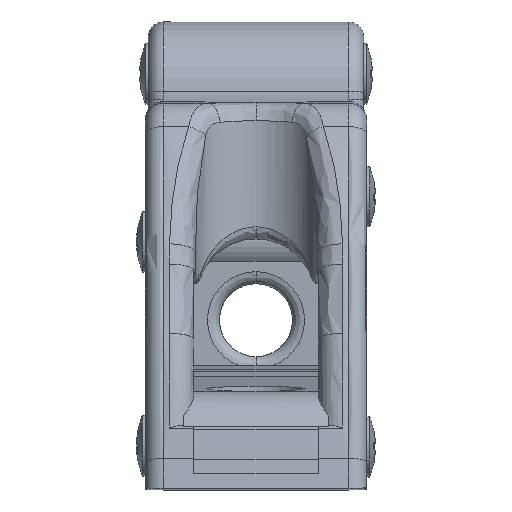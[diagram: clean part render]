
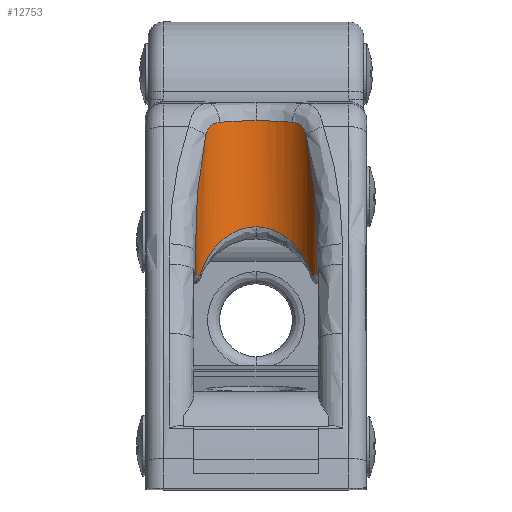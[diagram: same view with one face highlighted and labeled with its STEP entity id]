
A CAD part, top view. The second image highlights one B-rep face of the part: STEP entity #12753.
In plain terms, the highlighted cylindrical face has radius 10 mm (diameter 20 mm), a partial arc.
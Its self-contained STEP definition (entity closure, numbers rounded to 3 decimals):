
#882=B_SPLINE_CURVE_WITH_KNOTS('',3,(#27170,#27171,#27172,#27173),
 .UNSPECIFIED.,.F.,.F.,(4,4),(3.021,3.86),
 .UNSPECIFIED.);
#899=B_SPLINE_CURVE_WITH_KNOTS('',3,(#27488,#27489,#27490,#27491,#27492,
#27493,#27494),.UNSPECIFIED.,.F.,.F.,(4,1,1,1,4),(0.,
0.232,0.695,1.159,1.622),
 .UNSPECIFIED.);
#901=B_SPLINE_CURVE_WITH_KNOTS('',3,(#27538,#27539,#27540,#27541,#27542),
 .UNSPECIFIED.,.F.,.F.,(4,1,4),(1.622,1.671,1.719),
 .UNSPECIFIED.);
#903=B_SPLINE_CURVE_WITH_KNOTS('',3,(#27580,#27581,#27582,#27583,#27584),
 .UNSPECIFIED.,.F.,.F.,(4,1,4),(1.719,2.106,2.115),
 .UNSPECIFIED.);
#910=B_SPLINE_CURVE_WITH_KNOTS('',3,(#27766,#27767,#27768,#27769,#27770),
 .UNSPECIFIED.,.F.,.F.,(4,1,4),(0.397,1.6,2.502),
 .UNSPECIFIED.);
#912=B_SPLINE_CURVE_WITH_KNOTS('',3,(#27806,#27807,#27808,#27809,#27810),
 .UNSPECIFIED.,.F.,.F.,(4,1,4),(2.502,2.724,3.021),
 .UNSPECIFIED.);
#925=B_SPLINE_CURVE_WITH_KNOTS('',3,(#28011,#28012,#28013,#28014),
 .UNSPECIFIED.,.F.,.F.,(4,4),(3.021,3.86),
 .UNSPECIFIED.);
#939=B_SPLINE_CURVE_WITH_KNOTS('',3,(#28790,#28791,#28792,#28793,#28794,
#28795,#28796),.UNSPECIFIED.,.F.,.F.,(4,1,1,1,4),(0.,
0.232,0.695,1.159,1.622),
 .UNSPECIFIED.);
#941=B_SPLINE_CURVE_WITH_KNOTS('',3,(#28843,#28844,#28845,#28846,#28847),
 .UNSPECIFIED.,.F.,.F.,(4,1,4),(1.622,1.671,1.719),
 .UNSPECIFIED.);
#943=B_SPLINE_CURVE_WITH_KNOTS('',3,(#28886,#28887,#28888,#28889,#28890),
 .UNSPECIFIED.,.F.,.F.,(4,1,4),(1.719,2.106,2.115),
 .UNSPECIFIED.);
#950=B_SPLINE_CURVE_WITH_KNOTS('',3,(#29037,#29038,#29039,#29040,#29041),
 .UNSPECIFIED.,.F.,.F.,(4,1,4),(2.502,2.724,3.021),
 .UNSPECIFIED.);
#951=B_SPLINE_CURVE_WITH_KNOTS('',3,(#29042,#29043,#29044,#29045,#29046),
 .UNSPECIFIED.,.F.,.F.,(4,1,4),(0.397,1.6,2.502),
 .UNSPECIFIED.);
#1687=FACE_OUTER_BOUND('',#2433,.T.);
#2433=EDGE_LOOP('',(#11750,#11751,#11752,#11753,#11754,#11755,#11756,#11757,
#11758,#11759,#11760,#11761,#11762,#11763));
#2940=LINE('',#27722,#3604);
#3106=LINE('',#29034,#3770);
#3604=VECTOR('',#17099,10.);
#3770=VECTOR('',#17859,10.);
#5664=VERTEX_POINT('',#27158);
#5665=VERTEX_POINT('',#27169);
#5686=VERTEX_POINT('',#27462);
#5687=VERTEX_POINT('',#27477);
#5688=VERTEX_POINT('',#27530);
#5689=VERTEX_POINT('',#27573);
#5691=VERTEX_POINT('',#27709);
#5692=VERTEX_POINT('',#27758);
#5724=VERTEX_POINT('',#28004);
#5873=VERTEX_POINT('',#28789);
#5874=VERTEX_POINT('',#28842);
#5875=VERTEX_POINT('',#28885);
#5877=VERTEX_POINT('',#29021);
#5878=VERTEX_POINT('',#29036);
#7429=EDGE_CURVE('',#5665,#5664,#882,.T.);
#7481=EDGE_CURVE('',#5686,#5687,#899,.T.);
#7483=EDGE_CURVE('',#5687,#5688,#901,.T.);
#7485=EDGE_CURVE('',#5688,#5689,#903,.T.);
#7491=EDGE_CURVE('',#5689,#5691,#2940,.T.);
#7493=EDGE_CURVE('',#5691,#5692,#910,.T.);
#7495=EDGE_CURVE('',#5692,#5665,#912,.T.);
#7541=EDGE_CURVE('',#5724,#5664,#925,.T.);
#7831=EDGE_CURVE('',#5686,#5873,#939,.T.);
#7833=EDGE_CURVE('',#5873,#5874,#941,.T.);
#7835=EDGE_CURVE('',#5874,#5875,#943,.T.);
#7842=EDGE_CURVE('',#5875,#5877,#3106,.T.);
#7843=EDGE_CURVE('',#5878,#5724,#950,.T.);
#7844=EDGE_CURVE('',#5877,#5878,#951,.T.);
#11750=ORIENTED_EDGE('',*,*,#7541,.F.);
#11751=ORIENTED_EDGE('',*,*,#7843,.F.);
#11752=ORIENTED_EDGE('',*,*,#7844,.F.);
#11753=ORIENTED_EDGE('',*,*,#7842,.F.);
#11754=ORIENTED_EDGE('',*,*,#7835,.F.);
#11755=ORIENTED_EDGE('',*,*,#7833,.F.);
#11756=ORIENTED_EDGE('',*,*,#7831,.F.);
#11757=ORIENTED_EDGE('',*,*,#7481,.T.);
#11758=ORIENTED_EDGE('',*,*,#7483,.T.);
#11759=ORIENTED_EDGE('',*,*,#7485,.T.);
#11760=ORIENTED_EDGE('',*,*,#7491,.T.);
#11761=ORIENTED_EDGE('',*,*,#7493,.T.);
#11762=ORIENTED_EDGE('',*,*,#7495,.T.);
#11763=ORIENTED_EDGE('',*,*,#7429,.T.);
#12048=CYLINDRICAL_SURFACE('',#14248,10.);
#12753=ADVANCED_FACE('',(#1687),#12048,.F.);
#14248=AXIS2_PLACEMENT_3D('',#29035,#17860,#17861);
#17099=DIRECTION('',(0.,1.,0.));
#17859=DIRECTION('',(0.,1.,0.));
#17860=DIRECTION('center_axis',(0.,1.,0.));
#17861=DIRECTION('ref_axis',(0.,0.,
-1.));
#27158=CARTESIAN_POINT('',(0.,58.16,53.6));
#27169=CARTESIAN_POINT('',(5.988,57.901,55.591));
#27170=CARTESIAN_POINT('Ctrl Pts',(5.988,57.901,55.591));
#27171=CARTESIAN_POINT('Ctrl Pts',(4.291,58.067,54.322));
#27172=CARTESIAN_POINT('Ctrl Pts',(2.153,58.16,53.6));
#27173=CARTESIAN_POINT('Ctrl Pts',(0.,58.16,
53.6));
#27462=CARTESIAN_POINT('',(0.,40.67,53.6));
#27477=CARTESIAN_POINT('',(9.14,32.889,59.543));
#27488=CARTESIAN_POINT('Ctrl Pts',(0.,40.67,
53.6));
#27489=CARTESIAN_POINT('Ctrl Pts',(0.647,40.67,53.6));
#27490=CARTESIAN_POINT('Ctrl Pts',(2.58,40.391,53.79));
#27491=CARTESIAN_POINT('Ctrl Pts',(5.414,38.9,54.961));
#27492=CARTESIAN_POINT('Ctrl Pts',(7.808,36.203,57.117));
#27493=CARTESIAN_POINT('Ctrl Pts',(8.786,34.047,58.745));
#27494=CARTESIAN_POINT('Ctrl Pts',(9.14,32.889,59.543));
#27530=CARTESIAN_POINT('',(9.422,32.609,60.249));
#27538=CARTESIAN_POINT('Ctrl Pts',(9.14,32.889,59.543));
#27539=CARTESIAN_POINT('Ctrl Pts',(9.177,32.768,59.627));
#27540=CARTESIAN_POINT('Ctrl Pts',(9.274,32.59,59.851));
#27541=CARTESIAN_POINT('Ctrl Pts',(9.376,32.576,60.12));
#27542=CARTESIAN_POINT('Ctrl Pts',(9.422,32.609,60.249));
#27573=CARTESIAN_POINT('',(10.,33.237,63.6));
#27580=CARTESIAN_POINT('Ctrl Pts',(9.422,32.609,60.249));
#27581=CARTESIAN_POINT('Ctrl Pts',(9.786,32.876,61.273));
#27582=CARTESIAN_POINT('Ctrl Pts',(9.995,33.093,62.402));
#27583=CARTESIAN_POINT('Ctrl Pts',(10.,33.234,63.574));
#27584=CARTESIAN_POINT('Ctrl Pts',(10.,33.237,63.6));
#27709=CARTESIAN_POINT('',(10.,36.347,63.6));
#27722=CARTESIAN_POINT('',(10.,0.,63.6));
#27758=CARTESIAN_POINT('',(8.297,55.687,58.019));
#27766=CARTESIAN_POINT('Ctrl Pts',(10.,36.347,63.6));
#27767=CARTESIAN_POINT('Ctrl Pts',(10.,40.127,62.664));
#27768=CARTESIAN_POINT('Ctrl Pts',(9.792,46.721,60.966));
#27769=CARTESIAN_POINT('Ctrl Pts',(8.917,53.071,58.94));
#27770=CARTESIAN_POINT('Ctrl Pts',(8.297,55.687,58.019));
#27806=CARTESIAN_POINT('Ctrl Pts',(8.297,55.687,58.019));
#27807=CARTESIAN_POINT('Ctrl Pts',(8.145,56.333,57.791));
#27808=CARTESIAN_POINT('Ctrl Pts',(7.549,57.51,56.96));
#27809=CARTESIAN_POINT('Ctrl Pts',(6.589,57.842,56.04));
#27810=CARTESIAN_POINT('Ctrl Pts',(5.988,57.901,55.591));
#28004=CARTESIAN_POINT('',(-5.988,57.901,55.591));
#28011=CARTESIAN_POINT('Ctrl Pts',(-5.988,57.901,55.591));
#28012=CARTESIAN_POINT('Ctrl Pts',(-4.291,58.067,54.322));
#28013=CARTESIAN_POINT('Ctrl Pts',(-2.153,58.16,53.6));
#28014=CARTESIAN_POINT('Ctrl Pts',(0.,58.16,
53.6));
#28789=CARTESIAN_POINT('',(-9.14,32.889,59.543));
#28790=CARTESIAN_POINT('Ctrl Pts',(0.,40.67,
53.6));
#28791=CARTESIAN_POINT('Ctrl Pts',(-0.647,40.67,
53.6));
#28792=CARTESIAN_POINT('Ctrl Pts',(-2.58,40.391,53.79));
#28793=CARTESIAN_POINT('Ctrl Pts',(-5.414,38.9,54.961));
#28794=CARTESIAN_POINT('Ctrl Pts',(-7.808,36.203,57.117));
#28795=CARTESIAN_POINT('Ctrl Pts',(-8.786,34.047,58.745));
#28796=CARTESIAN_POINT('Ctrl Pts',(-9.14,32.889,59.543));
#28842=CARTESIAN_POINT('',(-9.422,32.609,60.249));
#28843=CARTESIAN_POINT('Ctrl Pts',(-9.14,32.889,59.543));
#28844=CARTESIAN_POINT('Ctrl Pts',(-9.177,32.768,59.627));
#28845=CARTESIAN_POINT('Ctrl Pts',(-9.274,32.59,59.851));
#28846=CARTESIAN_POINT('Ctrl Pts',(-9.376,32.576,60.12));
#28847=CARTESIAN_POINT('Ctrl Pts',(-9.422,32.609,60.249));
#28885=CARTESIAN_POINT('',(-10.,33.237,63.6));
#28886=CARTESIAN_POINT('Ctrl Pts',(-9.422,32.609,60.249));
#28887=CARTESIAN_POINT('Ctrl Pts',(-9.786,32.876,61.273));
#28888=CARTESIAN_POINT('Ctrl Pts',(-9.995,33.093,62.402));
#28889=CARTESIAN_POINT('Ctrl Pts',(-10.,33.234,63.574));
#28890=CARTESIAN_POINT('Ctrl Pts',(-10.,33.237,63.6));
#29021=CARTESIAN_POINT('',(-10.,36.347,63.6));
#29034=CARTESIAN_POINT('',(-10.,0.,63.6));
#29035=CARTESIAN_POINT('Origin',(0.,0.,
63.6));
#29036=CARTESIAN_POINT('',(-8.297,55.687,58.019));
#29037=CARTESIAN_POINT('Ctrl Pts',(-8.297,55.687,58.019));
#29038=CARTESIAN_POINT('Ctrl Pts',(-8.145,56.333,57.791));
#29039=CARTESIAN_POINT('Ctrl Pts',(-7.549,57.51,56.96));
#29040=CARTESIAN_POINT('Ctrl Pts',(-6.589,57.842,56.04));
#29041=CARTESIAN_POINT('Ctrl Pts',(-5.988,57.901,55.591));
#29042=CARTESIAN_POINT('Ctrl Pts',(-10.,36.347,63.6));
#29043=CARTESIAN_POINT('Ctrl Pts',(-10.,40.127,62.664));
#29044=CARTESIAN_POINT('Ctrl Pts',(-9.792,46.721,60.966));
#29045=CARTESIAN_POINT('Ctrl Pts',(-8.917,53.071,58.94));
#29046=CARTESIAN_POINT('Ctrl Pts',(-8.297,55.687,58.019));
